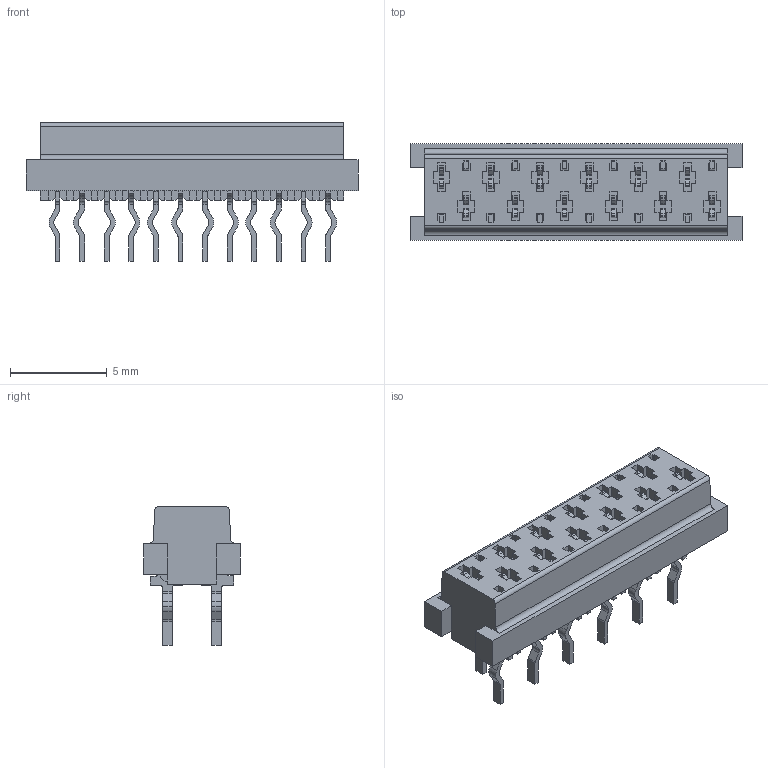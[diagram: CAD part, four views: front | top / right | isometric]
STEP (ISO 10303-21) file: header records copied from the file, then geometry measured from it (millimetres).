
FILE_DESCRIPTION(('STEP AP242'),'1');
FILE_NAME('8-215079-2.stp','2020-12-22T09:29:42',('TraceParts'),('TraceParts S.A.'),'Spatial InterOp 3D',' ',' ');
FILE_SCHEMA(('AP242_MANAGED_MODEL_BASED_3D_ENGINEERING_MIM_LF {1 0 10303 442 1 1 4}'));
Length unit declared in the file: millimetre
Products named in the file (1): 8-215079-2_1
Bounding box: 17.14 x 5 x 7.15 mm (x, y, z)
Volume: 256.2 mm3; surface area: 544.6 mm2
Topology: 5 solids, 5 shells, 1132 faces, 3214 edges, 2132 vertices
Faces by surface type: plane 916, cylinder 216
Entity records: 36393 total; most frequent: CARTESIAN_POINT 6483, ORIENTED_EDGE 6428, DIRECTION 5920, EDGE_CURVE 3214, LINE 2782, VECTOR 2782, VERTEX_POINT 2132, AXIS2_PLACEMENT_3D 1569
